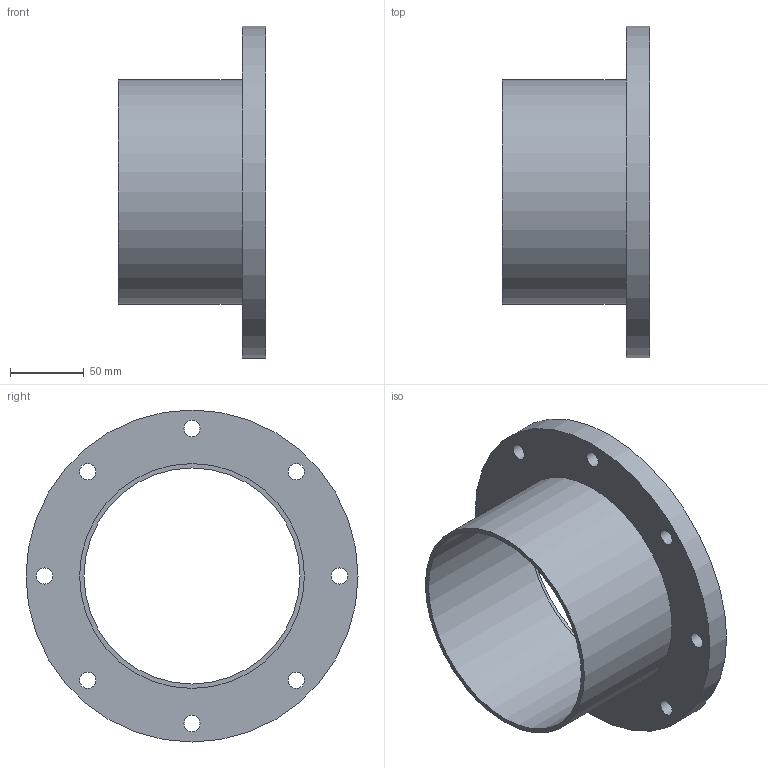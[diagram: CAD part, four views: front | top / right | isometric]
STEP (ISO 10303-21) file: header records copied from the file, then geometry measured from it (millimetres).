
FILE_DESCRIPTION(/* description */ (''),/* implementation_level */ '2;1');
FILE_NAME(/* name */ 'FL-HN160LFB.stp',/* time_stamp */ '2018-07-30T15:57:37+01:00',/* author */ ('paul'),/* organization */ (''),/* preprocessor_version */ 'ST-DEVELOPER v17',/* originating_system */ 'Autodesk Inventor 2019',/* authorisation */ '');
FILE_SCHEMA (('AUTOMOTIVE_DESIGN { 1 0 10303 214 3 1 1 }'));
Length unit declared in the file: millimetre
Products named in the file (1): FL-HN160LFB
Bounding box: 100 x 225 x 225 mm (x, y, z)
Volume: 465967 mm3; surface area: 146370.9 mm2
Topology: 1 solids, 1 shells, 16 faces, 52 edges, 40 vertices
Faces by surface type: cylinder 12, plane 4
Full cylindrical faces by diameter (mm): 11 x8, 146.4 x1, 152.4 x1, 153 x1, 225 x1
Entity records: 699 total; most frequent: DIRECTION 126, CARTESIAN_POINT 109, ORIENTED_EDGE 104, AXIS2_PLACEMENT_3D 57, EDGE_CURVE 52, CIRCLE 40, VERTEX_POINT 40, EDGE_LOOP 36
